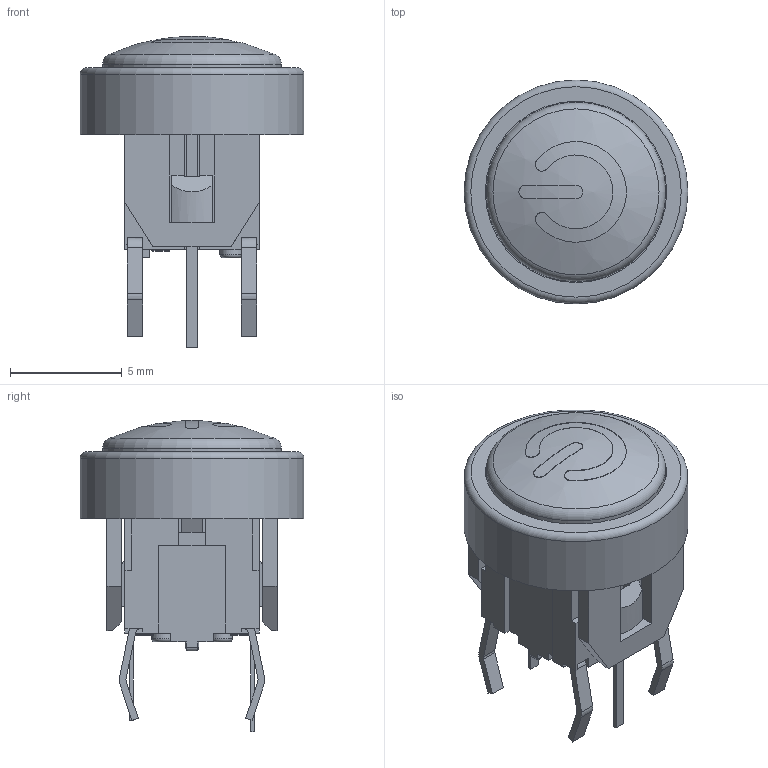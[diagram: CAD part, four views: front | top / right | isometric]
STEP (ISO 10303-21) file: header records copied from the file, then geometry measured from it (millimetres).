
FILE_DESCRIPTION(/* description */ (''),/* implementation_level */ '2;1');
FILE_NAME(/* name */ 'TL1220R2xxxx-POWER.stp',/* time_stamp */ '2025-06-04T09:45:30-05:00',/* author */ ('mroman'),/* organization */ (''),/* preprocessor_version */ 'ST-DEVELOPER v18.1',/* originating_system */ 'Autodesk Inventor 2022',/* authorisation */ '');
FILE_SCHEMA (('CONFIG_CONTROL_DESIGN','AUTOMOTIVE_DESIGN { 1 0 10303 214 3 1 1 }'));
Length unit declared in the file: centimetre
Products named in the file (1): TL1220R2xxxx-POWER
Bounding box: 10 x 10 x 13.89 mm (x, y, z)
Volume: 362.6 mm3; surface area: 1122.1 mm2
Topology: 1 solids, 1 shells, 407 faces, 1177 edges, 755 vertices
Faces by surface type: plane 327, cylinder 71, torus 4, sphere 3, cone 1, bspline 1
Full cylindrical faces by diameter (mm): 1 x3, 3.7 x1, 8 x1, 8.1 x1, 10 x1
Entity records: 13372 total; most frequent: CARTESIAN_POINT 2516, ORIENTED_EDGE 2354, DIRECTION 2121, EDGE_CURVE 1177, LINE 1023, VECTOR 1023, VERTEX_POINT 755, AXIS2_PLACEMENT_3D 549
